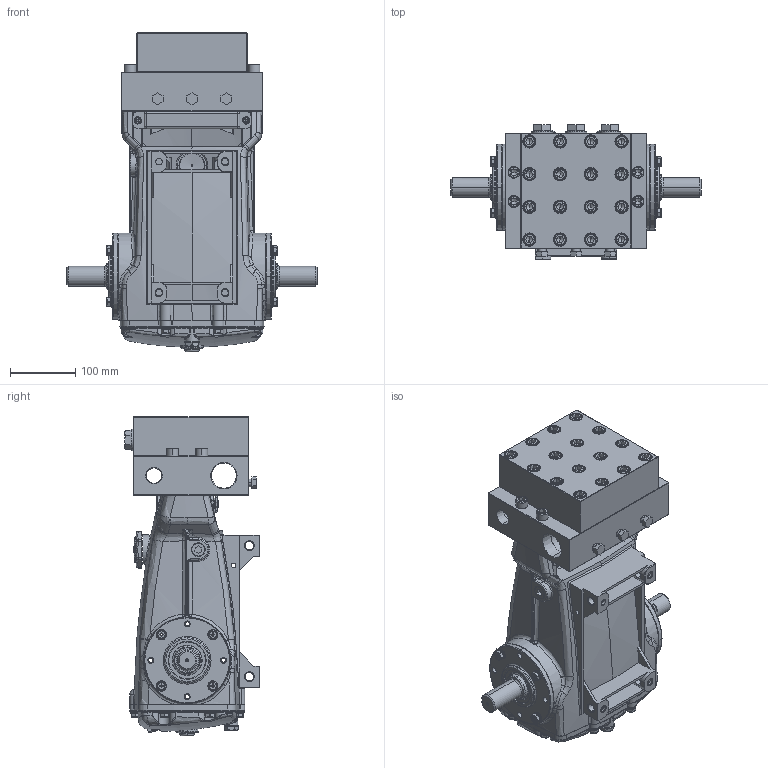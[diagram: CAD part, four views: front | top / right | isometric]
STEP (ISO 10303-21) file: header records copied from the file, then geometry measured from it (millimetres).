
FILE_DESCRIPTION (( 'STEP AP203' ), '1' );
FILE_NAME ('2831.STEP', '2022-02-04T14:24:30', ( '' ), ( '' ), 'SwSTEP 2.0', 'SolidWorks 2021', '' );
FILE_SCHEMA (( 'CONFIG_CONTROL_DESIGN' ));
Products named in the file (1): 2831
Bounding box: 382 x 205.17 x 488.39 mm (x, y, z)
Surface area: 689841.8 mm2 (no closed solid volume)
Topology: 0 solids, 78 shells, 2013 faces, 6260 edges, 4092 vertices
Faces by surface type: plane 706, cylinder 673, bspline 262, cone 204, torus 147, sphere 21
Entity records: 88469 total; most frequent: CARTESIAN_POINT 35730, DIRECTION 10895, ORIENTED_EDGE 10217, EDGE_CURVE 6199, VERTEX_POINT 4092, AXIS2_PLACEMENT_3D 4045, LINE 2805, VECTOR 2805
